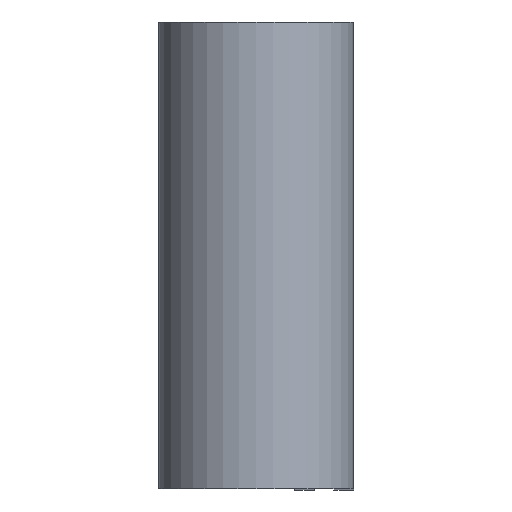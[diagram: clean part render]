
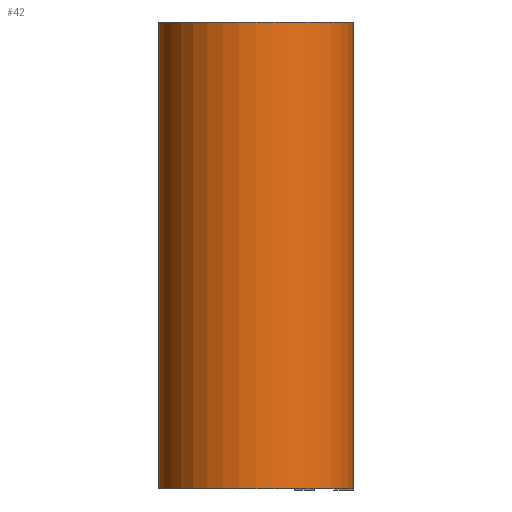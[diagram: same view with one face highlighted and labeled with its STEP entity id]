
A CAD part, top view. The second image highlights one B-rep face of the part: STEP entity #42.
In plain terms, the highlighted cylindrical face has radius 3.988 mm (diameter 7.976 mm), a partial arc.
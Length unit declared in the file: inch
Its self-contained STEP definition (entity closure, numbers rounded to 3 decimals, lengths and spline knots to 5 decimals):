
#29 = AXIS2_PLACEMENT_3D ( 'NONE', #47, #43, #727 ) ;
#34 = DIRECTION ( 'NONE',  ( 0., -1., 0. ) ) ;
#35 = VERTEX_POINT ( 'NONE', #583 ) ;
#42 = ADVANCED_FACE ( 'NONE', ( #530 ), #312, .T. ) ;
#43 = DIRECTION ( 'NONE',  ( 0., 1., 0. ) ) ;
#47 = CARTESIAN_POINT ( 'NONE',  ( 0., 0.375, 0. ) ) ;
#64 = ORIENTED_EDGE ( 'NONE', *, *, #547, .F. ) ;
#103 = CARTESIAN_POINT ( 'NONE',  ( 0., 0.375, -0.157 ) ) ;
#107 = CIRCLE ( 'NONE', #213, 0.157 ) ;
#140 = CARTESIAN_POINT ( 'NONE',  ( 0., -0.375, -0.157 ) ) ;
#211 = LINE ( 'NONE', #296, #264 ) ;
#213 = AXIS2_PLACEMENT_3D ( 'NONE', #421, #400, #408 ) ;
#234 = DIRECTION ( 'NONE',  ( 0., -1., 0. ) ) ;
#264 = VECTOR ( 'NONE', #234, 39.37008 ) ;
#269 = ORIENTED_EDGE ( 'NONE', *, *, #411, .T. ) ;
#296 = CARTESIAN_POINT ( 'NONE',  ( 0.157, 0.375, 0. ) ) ;
#312 = CYLINDRICAL_SURFACE ( 'NONE', #370, 0.157 ) ;
#370 = AXIS2_PLACEMENT_3D ( 'NONE', #575, #640, #645 ) ;
#385 = ORIENTED_EDGE ( 'NONE', *, *, #508, .T. ) ;
#400 = DIRECTION ( 'NONE',  ( 0., 1., 0. ) ) ;
#408 = DIRECTION ( 'NONE',  ( 1., 0., 0. ) ) ;
#411 = EDGE_CURVE ( 'NONE', #495, #423, #517, .T. ) ;
#421 = CARTESIAN_POINT ( 'NONE',  ( 0., -0.375, 0. ) ) ;
#423 = VERTEX_POINT ( 'NONE', #140 ) ;
#495 = VERTEX_POINT ( 'NONE', #103 ) ;
#508 = EDGE_CURVE ( 'NONE', #423, #701, #107, .T. ) ;
#517 = LINE ( 'NONE', #577, #687 ) ;
#530 = FACE_OUTER_BOUND ( 'NONE', #632, .T. ) ;
#547 = EDGE_CURVE ( 'NONE', #35, #701, #211, .T. ) ;
#575 = CARTESIAN_POINT ( 'NONE',  ( 0., 0.375, 0. ) ) ;
#577 = CARTESIAN_POINT ( 'NONE',  ( 0., 0.375, -0.157 ) ) ;
#583 = CARTESIAN_POINT ( 'NONE',  ( 0.157, 0.375, 0. ) ) ;
#596 = CARTESIAN_POINT ( 'NONE',  ( 0.157, -0.375, 0. ) ) ;
#632 = EDGE_LOOP ( 'NONE', ( #385, #64, #655, #269 ) ) ;
#640 = DIRECTION ( 'NONE',  ( 0., -1., 0. ) ) ;
#645 = DIRECTION ( 'NONE',  ( 0., 0., -1. ) ) ;
#655 = ORIENTED_EDGE ( 'NONE', *, *, #671, .F. ) ;
#671 = EDGE_CURVE ( 'NONE', #495, #35, #680, .T. ) ;
#680 = CIRCLE ( 'NONE', #29, 0.157 ) ;
#687 = VECTOR ( 'NONE', #34, 39.37008 ) ;
#701 = VERTEX_POINT ( 'NONE', #596 ) ;
#727 = DIRECTION ( 'NONE',  ( 1., 0., 0. ) ) ;
